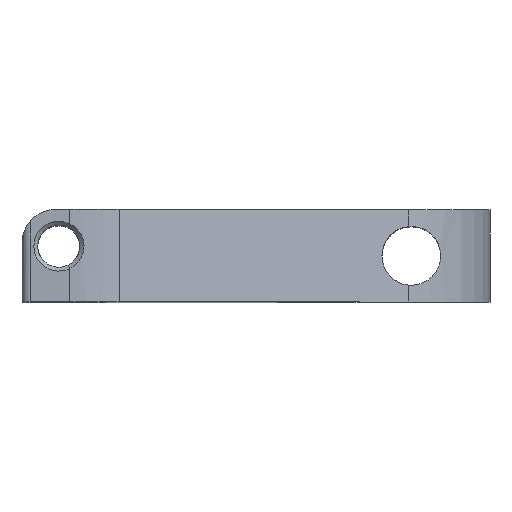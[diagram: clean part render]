
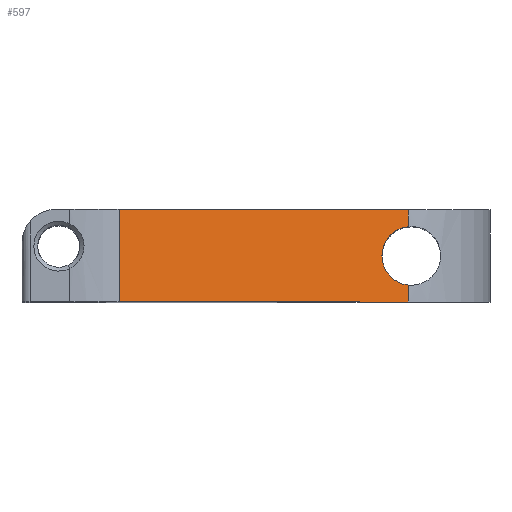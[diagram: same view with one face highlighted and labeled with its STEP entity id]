
A CAD part, top view. The second image highlights one B-rep face of the part: STEP entity #597.
In plain terms, the highlighted planar face has unit normal (0.392, 0, 0.92).
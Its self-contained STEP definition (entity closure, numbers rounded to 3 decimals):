
#58 = ORIENTED_EDGE ( 'NONE', *, *, #1804, .T. ) ;
#123 =( BOUNDED_CURVE ( )  B_SPLINE_CURVE ( 3, ( #1671, #1836, #486, #1522 ),
 .UNSPECIFIED., .F., .F. ) 
 B_SPLINE_CURVE_WITH_KNOTS ( ( 4, 4 ),
 ( 0., 1.468 ),
 .UNSPECIFIED. ) 
 CURVE ( )  GEOMETRIC_REPRESENTATION_ITEM ( )  RATIONAL_B_SPLINE_CURVE ( ( 1., 0.828, 0.828, 1. ) ) 
 REPRESENTATION_ITEM ( '' )  );
#161 = VERTEX_POINT ( 'NONE', #731 ) ;
#183 = ORIENTED_EDGE ( 'NONE', *, *, #1514, .F. ) ;
#217 = CARTESIAN_POINT ( 'NONE',  ( 83.28, 6.963, 18.285 ) ) ;
#226 = DIRECTION ( 'NONE',  ( 0.92, 0., -0.392 ) ) ;
#260 = VERTEX_POINT ( 'NONE', #1683 ) ;
#273 = CARTESIAN_POINT ( 'NONE',  ( 14.379, 11., 47.605 ) ) ;
#295 = CARTESIAN_POINT ( 'NONE',  ( 77., -3.773, 20.957 ) ) ;
#366 = DIRECTION ( 'NONE',  ( -0.392, 0., -0.92 ) ) ;
#443 = LINE ( 'NONE', #1017, #744 ) ;
#485 = ORIENTED_EDGE ( 'NONE', *, *, #1336, .T. ) ;
#486 = CARTESIAN_POINT ( 'NONE',  ( 79.527, 6.575, 19.882 ) ) ;
#596 = DIRECTION ( 'NONE',  ( 0., -1., 0. ) ) ;
#597 = ADVANCED_FACE ( 'NONE', ( #1915 ), #1582, .F. ) ;
#608 = CARTESIAN_POINT ( 'NONE',  ( 77., 0., 20.957 ) ) ;
#731 = CARTESIAN_POINT ( 'NONE',  ( 83.28, 11., 18.285 ) ) ;
#739 = VERTEX_POINT ( 'NONE', #273 ) ;
#740 = DIRECTION ( 'NONE',  ( 0.92, 0., -0.392 ) ) ;
#744 = VECTOR ( 'NONE', #596, 1000. ) ;
#861 = EDGE_CURVE ( 'NONE', #1256, #995, #1026, .T. ) ;
#870 = EDGE_LOOP ( 'NONE', ( #485, #1217, #1813, #58, #183, #1907, #1482 ) ) ;
#880 = CARTESIAN_POINT ( 'NONE',  ( 102.75, 11., 10. ) ) ;
#885 = DIRECTION ( 'NONE',  ( -0.92, 0., 0.392 ) ) ;
#982 = LINE ( 'NONE', #1465, #1440 ) ;
#989 = CARTESIAN_POINT ( 'NONE',  ( 83.28, 11., 18.285 ) ) ;
#995 = VERTEX_POINT ( 'NONE', #1850 ) ;
#1017 = CARTESIAN_POINT ( 'NONE',  ( 14.379, 11., 47.605 ) ) ;
#1018 = AXIS2_PLACEMENT_3D ( 'NONE', #1566, #366, #885 ) ;
#1026 =( BOUNDED_CURVE ( )  B_SPLINE_CURVE ( 3, ( #1058, #1218, #295, #608 ),
 .UNSPECIFIED., .F., .F. ) 
 B_SPLINE_CURVE_WITH_KNOTS ( ( 4, 4 ),
 ( 4.815, 6.283 ),
 .UNSPECIFIED. ) 
 CURVE ( )  GEOMETRIC_REPRESENTATION_ITEM ( )  RATIONAL_B_SPLINE_CURVE ( ( 1., 0.828, 0.828, 1. ) ) 
 REPRESENTATION_ITEM ( '' )  );
#1028 = LINE ( 'NONE', #880, #1883 ) ;
#1058 = CARTESIAN_POINT ( 'NONE',  ( 83.28, -6.963, 18.285 ) ) ;
#1113 = DIRECTION ( 'NONE',  ( 0., 1., 0. ) ) ;
#1149 = CARTESIAN_POINT ( 'NONE',  ( 102.75, -11., 10. ) ) ;
#1217 = ORIENTED_EDGE ( 'NONE', *, *, #861, .T. ) ;
#1218 = CARTESIAN_POINT ( 'NONE',  ( 79.527, -6.575, 19.882 ) ) ;
#1256 = VERTEX_POINT ( 'NONE', #1711 ) ;
#1269 = EDGE_CURVE ( 'NONE', #995, #1322, #123, .T. ) ;
#1322 = VERTEX_POINT ( 'NONE', #217 ) ;
#1336 = EDGE_CURVE ( 'NONE', #1623, #1256, #1359, .T. ) ;
#1359 = LINE ( 'NONE', #989, #1380 ) ;
#1380 = VECTOR ( 'NONE', #1113, 1000. ) ;
#1440 = VECTOR ( 'NONE', #1767, 1000. ) ;
#1465 = CARTESIAN_POINT ( 'NONE',  ( 83.28, 11., 18.285 ) ) ;
#1482 = ORIENTED_EDGE ( 'NONE', *, *, #1779, .T. ) ;
#1514 = EDGE_CURVE ( 'NONE', #739, #161, #1028, .T. ) ;
#1522 = CARTESIAN_POINT ( 'NONE',  ( 83.28, 6.963, 18.285 ) ) ;
#1523 = EDGE_CURVE ( 'NONE', #739, #260, #443, .T. ) ;
#1553 = VECTOR ( 'NONE', #226, 1000. ) ;
#1566 = CARTESIAN_POINT ( 'NONE',  ( 102.75, 11., 10. ) ) ;
#1582 = PLANE ( 'NONE',  #1018 ) ;
#1623 = VERTEX_POINT ( 'NONE', #1853 ) ;
#1671 = CARTESIAN_POINT ( 'NONE',  ( 77., 0., 20.957 ) ) ;
#1683 = CARTESIAN_POINT ( 'NONE',  ( 14.379, -11., 47.605 ) ) ;
#1711 = CARTESIAN_POINT ( 'NONE',  ( 83.28, -6.963, 18.285 ) ) ;
#1735 = LINE ( 'NONE', #1149, #1553 ) ;
#1767 = DIRECTION ( 'NONE',  ( 0., 1., 0. ) ) ;
#1779 = EDGE_CURVE ( 'NONE', #260, #1623, #1735, .T. ) ;
#1804 = EDGE_CURVE ( 'NONE', #1322, #161, #982, .T. ) ;
#1813 = ORIENTED_EDGE ( 'NONE', *, *, #1269, .T. ) ;
#1836 = CARTESIAN_POINT ( 'NONE',  ( 77., 3.773, 20.957 ) ) ;
#1850 = CARTESIAN_POINT ( 'NONE',  ( 77., 0., 20.957 ) ) ;
#1853 = CARTESIAN_POINT ( 'NONE',  ( 83.28, -11., 18.285 ) ) ;
#1883 = VECTOR ( 'NONE', #740, 1000. ) ;
#1907 = ORIENTED_EDGE ( 'NONE', *, *, #1523, .T. ) ;
#1915 = FACE_OUTER_BOUND ( 'NONE', #870, .T. ) ;
